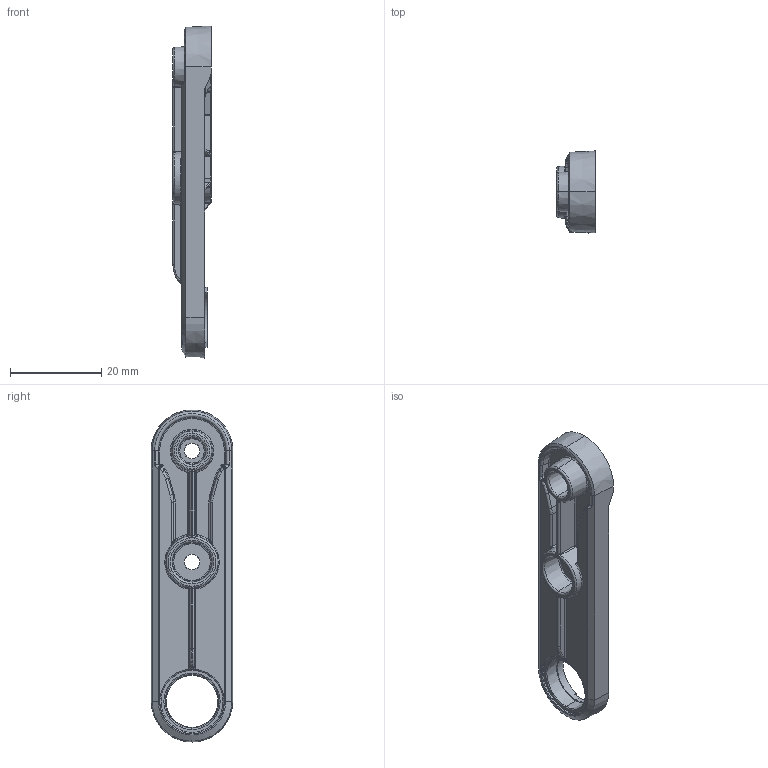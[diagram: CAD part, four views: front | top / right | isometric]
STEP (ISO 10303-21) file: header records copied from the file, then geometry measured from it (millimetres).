
FILE_DESCRIPTION (( 'STEP AP214' ), '1' );
FILE_NAME ('LOWER CONTROL ARM.STEP', '2020-05-08T10:12:51', ( '' ), ( '' ), 'SwSTEP 2.0', 'SolidWorks 2018', '' );
FILE_SCHEMA (( 'AUTOMOTIVE_DESIGN' ));
Length unit declared in the file: millimetre
Products named in the file (1): LOWER CONTROL ARM
Bounding box: 8.4 x 18 x 72.93 mm (x, y, z)
Volume: 3533.5 mm3; surface area: 5332.2 mm2
Topology: 1 solids, 1 shells, 845 faces, 1923 edges, 1087 vertices
Faces by surface type: cylinder 243, bspline 234, plane 130, sphere 113, torus 75, cone 50
Entity records: 26131 total; most frequent: CARTESIAN_POINT 9079, ORIENTED_EDGE 3834, DIRECTION 3405, EDGE_CURVE 1917, AXIS2_PLACEMENT_3D 1432, VERTEX_POINT 1087, EDGE_LOOP 864, ADVANCED_FACE 845
